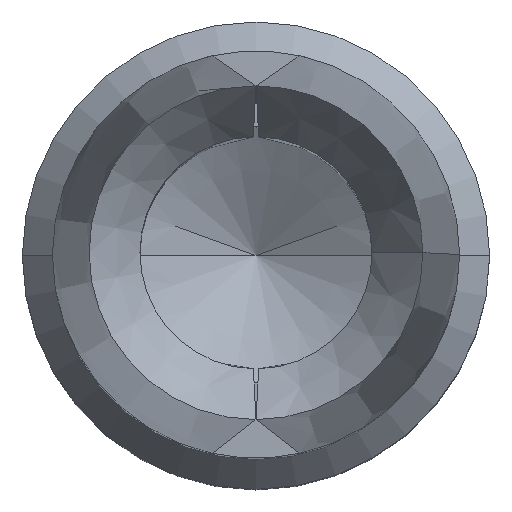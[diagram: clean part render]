
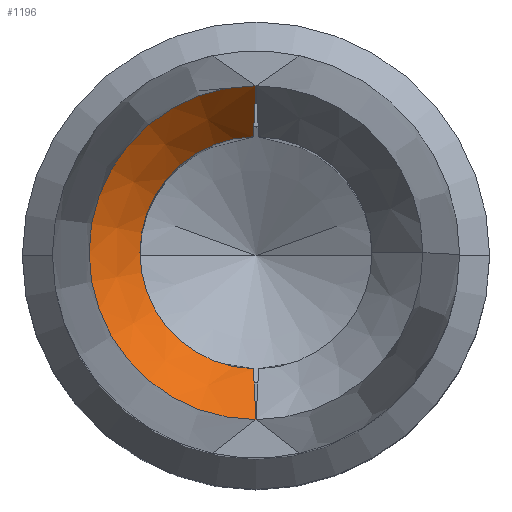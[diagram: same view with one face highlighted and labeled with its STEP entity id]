
A CAD part, top view. The second image highlights one B-rep face of the part: STEP entity #1196.
In plain terms, the highlighted conical face has half-angle 37.306 degrees and reference radius 0.636 mm.
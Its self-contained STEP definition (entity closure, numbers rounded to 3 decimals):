
#267=CARTESIAN_POINT('',(0.,0.75,
7.332));
#275=CARTESIAN_POINT('',(0.,-0.75,
7.332));
#399=CARTESIAN_POINT('',(0.,0.,7.032));
#400=DIRECTION('',(0.,0.,-1.));
#401=DIRECTION('',(-0.023,-1.,0.));
#402=AXIS2_PLACEMENT_3D('',#399,#400,#401);
#452=CARTESIAN_POINT('',(0.,0.,7.332));
#453=DIRECTION('',(0.,0.,-1.));
#454=DIRECTION('',(0.,-1.,0.));
#455=AXIS2_PLACEMENT_3D('',#452,#453,#454);
#457=CARTESIAN_POINT('',(0.,0.75,
7.332));
#458=CARTESIAN_POINT('',(-0.001,0.724,
7.298));
#459=CARTESIAN_POINT('',(-0.004,0.672,
7.23));
#460=CARTESIAN_POINT('',(-0.008,0.596,
7.13));
#461=CARTESIAN_POINT('',(-0.011,0.546,
7.065));
#462=CARTESIAN_POINT('',(-0.012,0.521,
7.032));
#464=CARTESIAN_POINT('',(-0.012,-0.521,
7.032));
#465=CARTESIAN_POINT('',(-0.011,-0.546,
7.064));
#466=CARTESIAN_POINT('',(-0.008,-0.596,
7.13));
#467=CARTESIAN_POINT('',(-0.004,-0.672,
7.23));
#468=CARTESIAN_POINT('',(-0.001,-0.724,
7.298));
#469=CARTESIAN_POINT('',(0.,-0.75,
7.332));
#561=VERTEX_POINT('',#275);
#563=VERTEX_POINT('',#464);
#583=VERTEX_POINT('',#267);
#585=VERTEX_POINT('',#462);
#1185=CARTESIAN_POINT('',(0.,0.,7.182));
#1186=DIRECTION('',(0.,0.,1.));
#1187=DIRECTION('',(-1.,0.,0.));
#1188=AXIS2_PLACEMENT_3D('',#1185,#1186,#1187);
#1189=CONICAL_SURFACE('',#1188,0.636,37.306);
#1190=ORIENTED_EDGE('',*,*,#966,.T.);
#1191=ORIENTED_EDGE('',*,*,#946,.T.);
#1192=ORIENTED_EDGE('',*,*,#1162,.F.);
#1193=ORIENTED_EDGE('',*,*,#926,.T.);
#1194=EDGE_LOOP('',(#1190,#1191,#1192,#1193));
#1195=FACE_OUTER_BOUND('',#1194,.F.);
#1196=ADVANCED_FACE('',(#1195),#1189,.F.);
#403=CIRCLE('',#402,0.521);
#456=CIRCLE('',#455,0.75);
#463=B_SPLINE_CURVE_WITH_KNOTS('',3,(#457,#458,#459,#460,#461,#462),
.UNSPECIFIED.,.F.,.F.,(4,1,1,4),(0.,0.333,0.667,1.),
.UNSPECIFIED.);
#470=B_SPLINE_CURVE_WITH_KNOTS('',3,(#464,#465,#466,#467,#468,#469),
.UNSPECIFIED.,.F.,.F.,(4,1,1,4),(0.,0.333,0.667,1.),
.UNSPECIFIED.);
#926=EDGE_CURVE('',#563,#561,#470,.T.);
#946=EDGE_CURVE('',#583,#585,#463,.T.);
#966=EDGE_CURVE('',#561,#583,#456,.T.);
#1162=EDGE_CURVE('',#563,#585,#403,.T.);
